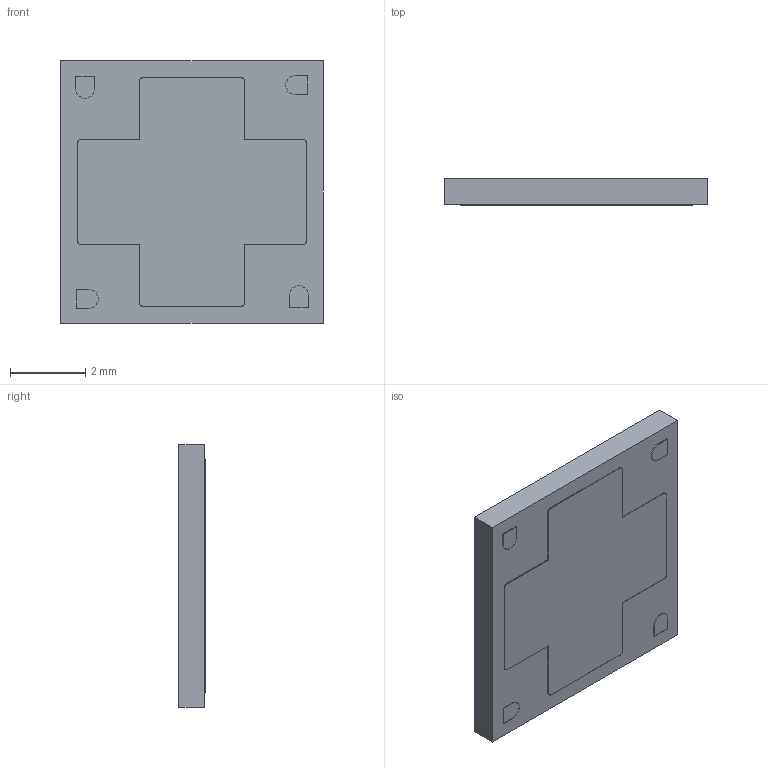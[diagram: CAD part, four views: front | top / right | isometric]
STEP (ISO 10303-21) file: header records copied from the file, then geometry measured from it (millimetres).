
FILE_DESCRIPTION (( 'STEP AP214' ), '1' );
FILE_NAME ('MICROFC-60035-SMT-TR1.STEP', '2019-03-01T15:58:56', ( '' ), ( '' ), 'SwSTEP 2.0', 'SolidWorks 2017', '' );
FILE_SCHEMA (( 'AUTOMOTIVE_DESIGN' ));
Length unit declared in the file: millimetre
Products named in the file (1): MICROFC-60035-SMT-TR1
Bounding box: 7 x 0.7 x 7 mm (x, y, z)
Volume: 33.9 mm3; surface area: 335.3 mm2
Topology: 12 solids, 12 shells, 135 faces, 315 edges, 210 vertices
Faces by surface type: plane 122, cylinder 13
Entity records: 3928 total; most frequent: CARTESIAN_POINT 661, ORIENTED_EDGE 630, DIRECTION 613, EDGE_CURVE 315, VECTOR 289, LINE 289, VERTEX_POINT 210, AXIS2_PLACEMENT_3D 162
